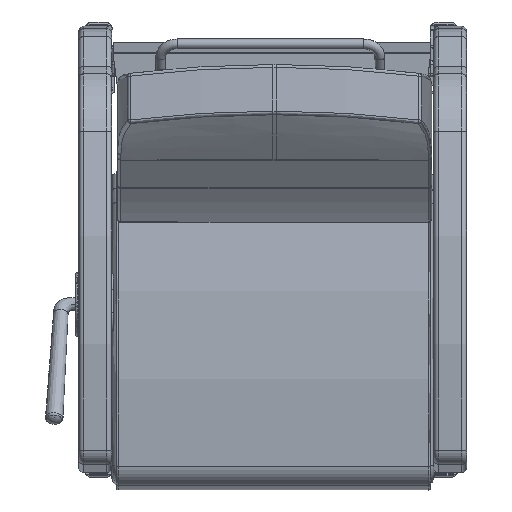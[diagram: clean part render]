
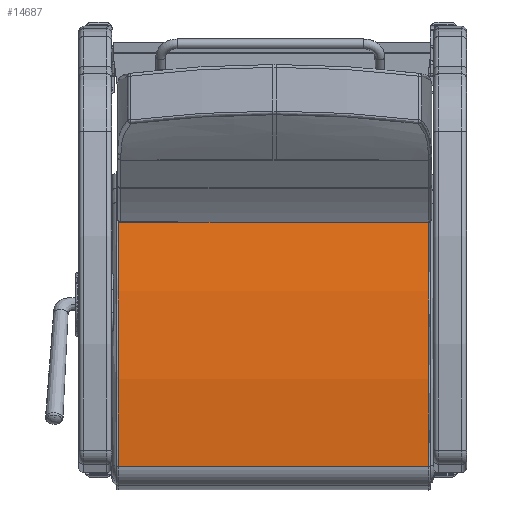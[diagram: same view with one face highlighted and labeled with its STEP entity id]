
A CAD part, front view. The second image highlights one B-rep face of the part: STEP entity #14687.
In plain terms, the highlighted free-form (B-spline) face has degree [3, 1] with [18, 2] control points.
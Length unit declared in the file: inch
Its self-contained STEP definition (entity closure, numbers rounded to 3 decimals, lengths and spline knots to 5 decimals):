
#910=ELLIPSE('',#16659,60.30357,60.25);
#912=ELLIPSE('',#16681,60.30357,60.25);
#2191=LINE('',#39469,#3103);
#2192=LINE('',#39508,#3104);
#3103=VECTOR('',#20887,0.3937);
#3104=VECTOR('',#20890,0.3937);
#4039=FACE_OUTER_BOUND('',#5072,.T.);
#5072=EDGE_LOOP('',(#13091,#13092,#13093,#13094));
#7385=VERTEX_POINT('',#39100);
#7386=VERTEX_POINT('',#39101);
#7405=VERTEX_POINT('',#39468);
#7406=VERTEX_POINT('',#39507);
#9300=EDGE_CURVE('',#7385,#7386,#910,.T.);
#9329=EDGE_CURVE('',#7405,#7386,#2191,.T.);
#9331=EDGE_CURVE('',#7406,#7385,#2192,.T.);
#9332=EDGE_CURVE('',#7405,#7406,#912,.T.);
#13091=ORIENTED_EDGE('',*,*,#9300,.F.);
#13092=ORIENTED_EDGE('',*,*,#9331,.F.);
#13093=ORIENTED_EDGE('',*,*,#9332,.F.);
#13094=ORIENTED_EDGE('',*,*,#9329,.T.);
#13908=B_SPLINE_SURFACE_WITH_KNOTS('',3,1,((#39471,#39472),(#39473,#39474),
(#39475,#39476),(#39477,#39478),(#39479,#39480),(#39481,#39482),(#39483,
#39484),(#39485,#39486),(#39487,#39488),(#39489,#39490),(#39491,#39492),
(#39493,#39494),(#39495,#39496),(#39497,#39498),(#39499,#39500),(#39501,
#39502),(#39503,#39504),(#39505,#39506)),.UNSPECIFIED.,.F.,.F.,.F.,(4,1,
1,1,1,1,1,1,1,1,1,1,1,1,1,4),(2,2),(-1.69612,-1.66826,
-1.6404,-1.62647,-1.59861,-1.58468,
-1.55682,-1.54289,-1.51503,-1.5011,-1.47324,
-1.45931,-1.43145,-1.41752,-1.38966,
-1.3618),(0.,91.44),.UNSPECIFIED.);
#14687=ADVANCED_FACE('',(#4039),#13908,.T.);
#16659=AXIS2_PLACEMENT_3D('',#39102,#20836,#20837);
#16681=AXIS2_PLACEMENT_3D('',#39509,#20891,#20892);
#20836=DIRECTION('center_axis',(0.,0.,
-1.));
#20837=DIRECTION('ref_axis',(1.,0.,0.));
#20887=DIRECTION('',(0.,0.,-1.));
#20890=DIRECTION('',(0.,0.,-1.));
#20891=DIRECTION('center_axis',(0.,0.,1.));
#20892=DIRECTION('ref_axis',(1.,0.,0.));
#39100=CARTESIAN_POINT('',(3.60935,-1.68389,0.124));
#39101=CARTESIAN_POINT('',(23.65848,-2.52291,0.124));
#39102=CARTESIAN_POINT('Origin',(11.14546,-61.46156,0.124));
#39468=CARTESIAN_POINT('',(23.65848,-2.52291,23.876));
#39469=CARTESIAN_POINT('',(23.65848,-2.52291,24.));
#39471=CARTESIAN_POINT('Ctrl Pts',(3.60935,-1.68389,24.));
#39472=CARTESIAN_POINT('Ctrl Pts',(3.60935,-1.68389,-12.));
#39473=CARTESIAN_POINT('Ctrl Pts',(4.16497,-1.61396,24.));
#39474=CARTESIAN_POINT('Ctrl Pts',(4.16497,-1.61396,-12.));
#39475=CARTESIAN_POINT('Ctrl Pts',(5.27817,-1.48959,24.));
#39476=CARTESIAN_POINT('Ctrl Pts',(5.27817,-1.48959,-12.));
#39477=CARTESIAN_POINT('Ctrl Pts',(6.67346,-1.3729,24.));
#39478=CARTESIAN_POINT('Ctrl Pts',(6.67346,-1.3729,-12.));
#39479=CARTESIAN_POINT('Ctrl Pts',(8.07078,-1.28537,24.));
#39480=CARTESIAN_POINT('Ctrl Pts',(8.07078,-1.28537,-12.));
#39481=CARTESIAN_POINT('Ctrl Pts',(9.18994,-1.2387,24.));
#39482=CARTESIAN_POINT('Ctrl Pts',(9.18994,-1.2387,-12.));
#39483=CARTESIAN_POINT('Ctrl Pts',(10.5897,-1.20957,24.));
#39484=CARTESIAN_POINT('Ctrl Pts',(10.5897,-1.20957,-12.));
#39485=CARTESIAN_POINT('Ctrl Pts',(11.70984,-1.20965,24.));
#39486=CARTESIAN_POINT('Ctrl Pts',(11.70984,-1.20965,-12.));
#39487=CARTESIAN_POINT('Ctrl Pts',(13.1096,-1.23898,24.));
#39488=CARTESIAN_POINT('Ctrl Pts',(13.1096,-1.23898,-12.));
#39489=CARTESIAN_POINT('Ctrl Pts',(14.22875,-1.28581,24.));
#39490=CARTESIAN_POINT('Ctrl Pts',(14.22875,-1.28581,-12.));
#39491=CARTESIAN_POINT('Ctrl Pts',(15.62606,-1.37354,24.));
#39492=CARTESIAN_POINT('Ctrl Pts',(15.62606,-1.37354,-12.));
#39493=CARTESIAN_POINT('Ctrl Pts',(16.74228,-1.46705,24.));
#39494=CARTESIAN_POINT('Ctrl Pts',(16.74228,-1.46705,-12.));
#39495=CARTESIAN_POINT('Ctrl Pts',(18.1347,-1.61302,24.));
#39496=CARTESIAN_POINT('Ctrl Pts',(18.1347,-1.61302,-12.));
#39497=CARTESIAN_POINT('Ctrl Pts',(19.24603,-1.75304,24.));
#39498=CARTESIAN_POINT('Ctrl Pts',(19.24603,-1.75304,-12.));
#39499=CARTESIAN_POINT('Ctrl Pts',(20.63114,-1.95701,24.));
#39500=CARTESIAN_POINT('Ctrl Pts',(20.63114,-1.95701,-12.));
#39501=CARTESIAN_POINT('Ctrl Pts',(22.01177,-2.18986,24.));
#39502=CARTESIAN_POINT('Ctrl Pts',(22.01177,-2.18986,-12.));
#39503=CARTESIAN_POINT('Ctrl Pts',(23.11066,-2.40681,24.));
#39504=CARTESIAN_POINT('Ctrl Pts',(23.11066,-2.40681,-12.));
#39505=CARTESIAN_POINT('Ctrl Pts',(23.65848,-2.52291,24.));
#39506=CARTESIAN_POINT('Ctrl Pts',(23.65848,-2.52291,-12.));
#39507=CARTESIAN_POINT('',(3.60935,-1.68389,23.876));
#39508=CARTESIAN_POINT('',(3.60935,-1.68389,24.));
#39509=CARTESIAN_POINT('Origin',(11.14546,-61.46156,23.876));
